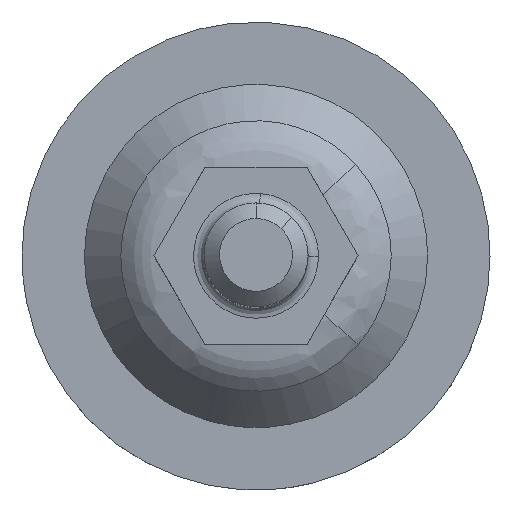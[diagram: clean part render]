
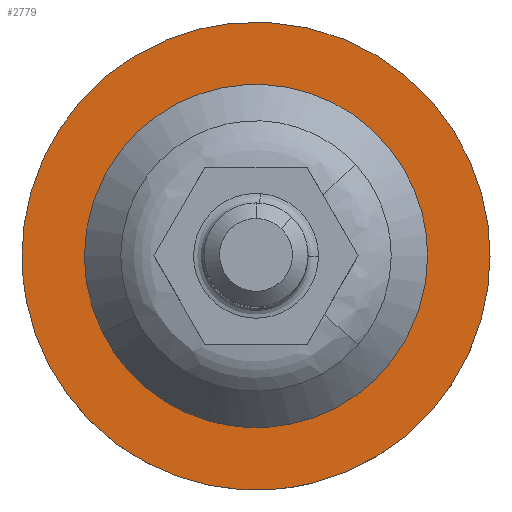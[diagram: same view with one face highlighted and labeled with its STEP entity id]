
A CAD part, top view. The second image highlights one B-rep face of the part: STEP entity #2779.
In plain terms, the highlighted free-form (B-spline) face has degree [1, 1] with [2, 2] control points.
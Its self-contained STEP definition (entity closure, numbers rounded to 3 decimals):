
#1725=CARTESIAN_POINT('',(-2.656,22.343,3.0));
#1726=VERTEX_POINT('',#1725);
#1732=CARTESIAN_POINT('',(22.5,0.0,3.0));
#1733=VERTEX_POINT('',#1732);
#1734=CARTESIAN_POINT('',(-2.656,22.343,3.));
#1735=CARTESIAN_POINT('',(-1.333,22.5,3.0));
#1736=CARTESIAN_POINT('',(0.0,22.5,3.0));
#1737=CARTESIAN_POINT('',(22.5,22.5,3.0));
#1738=CARTESIAN_POINT('',(22.5,0.0,3.0));
#1746=(BOUNDED_CURVE()B_SPLINE_CURVE(2,(#1734,#1735,#1736,#1737,#1738),.UNSPECIFIED.,.F.,.U.)B_SPLINE_CURVE_WITH_KNOTS((3,2,3),(0.23,0.25,0.5),.UNSPECIFIED.)CURVE()GEOMETRIC_REPRESENTATION_ITEM()RATIONAL_B_SPLINE_CURVE((0.956,0.976,1.0,0.707,1.0))REPRESENTATION_ITEM(''));
#1747=EDGE_CURVE('',#1726,#1733,#1746,.T.);
#1749=CARTESIAN_POINT('',(1.374,-22.458,3.0));
#1750=VERTEX_POINT('',#1749);
#1751=CARTESIAN_POINT('',(22.5,0.0,3.0));
#1752=CARTESIAN_POINT('',(22.5,-21.166,3.));
#1753=CARTESIAN_POINT('',(1.374,-22.458,3.));
#1761=(BOUNDED_CURVE()B_SPLINE_CURVE(2,(#1751,#1752,#1753),.UNSPECIFIED.,.F.,.U.)B_SPLINE_CURVE_WITH_KNOTS((3,3),(0.5,0.739),.UNSPECIFIED.)CURVE()GEOMETRIC_REPRESENTATION_ITEM()RATIONAL_B_SPLINE_CURVE((1.0,0.72,0.976))REPRESENTATION_ITEM(''));
#1762=EDGE_CURVE('',#1733,#1750,#1761,.T.);
#1836=CARTESIAN_POINT('',(-22.5,0.0,3.0));
#1837=VERTEX_POINT('',#1836);
#1838=CARTESIAN_POINT('',(1.374,-22.458,3.));
#1839=CARTESIAN_POINT('',(0.687,-22.5,3.));
#1840=CARTESIAN_POINT('',(0.0,-22.5,3.0));
#1841=CARTESIAN_POINT('',(-22.5,-22.5,3.0));
#1842=CARTESIAN_POINT('',(-22.5,0.0,3.0));
#1850=(BOUNDED_CURVE()B_SPLINE_CURVE(2,(#1838,#1839,#1840,#1841,#1842),.UNSPECIFIED.,.F.,.U.)B_SPLINE_CURVE_WITH_KNOTS((3,2,3),(0.739,0.75,1.0),.UNSPECIFIED.)CURVE()GEOMETRIC_REPRESENTATION_ITEM()RATIONAL_B_SPLINE_CURVE((0.976,0.988,1.0,0.707,1.0))REPRESENTATION_ITEM(''));
#1851=EDGE_CURVE('',#1750,#1837,#1850,.T.);
#1853=CARTESIAN_POINT('',(-22.5,0.0,3.0));
#1854=CARTESIAN_POINT('',(-22.5,19.984,3.0));
#1855=CARTESIAN_POINT('',(-2.656,22.343,3.));
#1863=(BOUNDED_CURVE()B_SPLINE_CURVE(2,(#1853,#1854,#1855),.UNSPECIFIED.,.F.,.U.)B_SPLINE_CURVE_WITH_KNOTS((3,3),(0.0,0.23),.UNSPECIFIED.)CURVE()GEOMETRIC_REPRESENTATION_ITEM()RATIONAL_B_SPLINE_CURVE((1.0,0.731,0.956))REPRESENTATION_ITEM(''));
#1864=EDGE_CURVE('',#1837,#1726,#1863,.T.);
#1977=CARTESIAN_POINT('',(-4.686,-15.821,3.));
#1978=VERTEX_POINT('',#1977);
#1984=CARTESIAN_POINT('',(16.5,0.0,3.0));
#1985=VERTEX_POINT('',#1984);
#1986=CARTESIAN_POINT('',(16.5,0.0,3.0));
#1987=CARTESIAN_POINT('',(16.5,-16.5,3.0));
#1988=CARTESIAN_POINT('',(0.0,-16.5,3.0));
#1989=CARTESIAN_POINT('',(-2.392,-16.5,3.));
#1990=CARTESIAN_POINT('',(-4.686,-15.821,3.));
#1998=(BOUNDED_CURVE()B_SPLINE_CURVE(2,(#1986,#1987,#1988,#1989,#1990),.UNSPECIFIED.,.F.,.U.)B_SPLINE_CURVE_WITH_KNOTS((3,2,3),(0.5,0.75,0.798),.UNSPECIFIED.)CURVE()GEOMETRIC_REPRESENTATION_ITEM()RATIONAL_B_SPLINE_CURVE((1.0,0.707,1.0,0.943,0.909))REPRESENTATION_ITEM(''));
#1999=EDGE_CURVE('',#1985,#1978,#1998,.T.);
#2001=CARTESIAN_POINT('',(-16.5,0.0,3.0));
#2002=VERTEX_POINT('',#2001);
#2003=CARTESIAN_POINT('',(-16.5,0.0,3.0));
#2004=CARTESIAN_POINT('',(-16.5,16.5,3.0));
#2005=CARTESIAN_POINT('',(0.0,16.5,3.0));
#2006=CARTESIAN_POINT('',(16.5,16.5,3.0));
#2007=CARTESIAN_POINT('',(16.5,0.0,3.0));
#2015=(BOUNDED_CURVE()B_SPLINE_CURVE(2,(#2003,#2004,#2005,#2006,#2007),.UNSPECIFIED.,.F.,.U.)B_SPLINE_CURVE_WITH_KNOTS((3,2,3),(0.0,0.25,0.5),.UNSPECIFIED.)CURVE()GEOMETRIC_REPRESENTATION_ITEM()RATIONAL_B_SPLINE_CURVE((1.0,0.707,1.0,0.707,1.0))REPRESENTATION_ITEM(''));
#2016=EDGE_CURVE('',#2002,#1985,#2015,.T.);
#2018=CARTESIAN_POINT('',(-14.753,-7.388,3.));
#2019=VERTEX_POINT('',#2018);
#2020=CARTESIAN_POINT('',(-14.753,-7.388,3.));
#2021=CARTESIAN_POINT('',(-16.5,-3.901,3.));
#2022=CARTESIAN_POINT('',(-16.5,0.0,3.0));
#2030=(BOUNDED_CURVE()B_SPLINE_CURVE(2,(#2020,#2021,#2022),.UNSPECIFIED.,.F.,.U.)B_SPLINE_CURVE_WITH_KNOTS((3,3),(0.924,1.0),.UNSPECIFIED.)CURVE()GEOMETRIC_REPRESENTATION_ITEM()RATIONAL_B_SPLINE_CURVE((0.876,0.911,1.0))REPRESENTATION_ITEM(''));
#2031=EDGE_CURVE('',#2019,#2002,#2030,.T.);
#2069=CARTESIAN_POINT('',(-4.686,-15.821,3.));
#2070=CARTESIAN_POINT('',(-11.549,-13.788,3.0));
#2071=CARTESIAN_POINT('',(-14.753,-7.388,3.));
#2079=(BOUNDED_CURVE()B_SPLINE_CURVE(2,(#2069,#2070,#2071),.UNSPECIFIED.,.F.,.U.)B_SPLINE_CURVE_WITH_KNOTS((3,3),(0.798,0.924),.UNSPECIFIED.)CURVE()GEOMETRIC_REPRESENTATION_ITEM()RATIONAL_B_SPLINE_CURVE((0.909,0.818,0.876))REPRESENTATION_ITEM(''));
#2080=EDGE_CURVE('',#1978,#2019,#2079,.T.);
#2762=CARTESIAN_POINT('',(24.748,-24.747,3.0));
#2763=CARTESIAN_POINT('',(-24.748,-24.747,3.0));
#2764=CARTESIAN_POINT('',(24.748,24.747,3.0));
#2765=CARTESIAN_POINT('',(-24.748,24.747,3.0));
#2766=B_SPLINE_SURFACE_WITH_KNOTS('',1,1,((#2762,#2764),(#2763,#2765)),.UNSPECIFIED.,.F.,.F.,.U.,(2,2),(2,2),(0.0,49.496),(0.0,49.495),.UNSPECIFIED.);
#2767=ORIENTED_EDGE('',*,*,#1851,.F.);
#2768=ORIENTED_EDGE('',*,*,#1762,.F.);
#2769=ORIENTED_EDGE('',*,*,#1747,.F.);
#2770=ORIENTED_EDGE('',*,*,#1864,.F.);
#2771=EDGE_LOOP('',(#2767,#2768,#2769,#2770));
#2772=FACE_OUTER_BOUND('',#2771,.T.);
#2773=ORIENTED_EDGE('',*,*,#2016,.T.);
#2774=ORIENTED_EDGE('',*,*,#1999,.T.);
#2775=ORIENTED_EDGE('',*,*,#2080,.T.);
#2776=ORIENTED_EDGE('',*,*,#2031,.T.);
#2777=EDGE_LOOP('',(#2773,#2774,#2775,#2776));
#2778=FACE_BOUND('',#2777,.T.);
#2779=ADVANCED_FACE('',(#2772,#2778),#2766,.F.);
